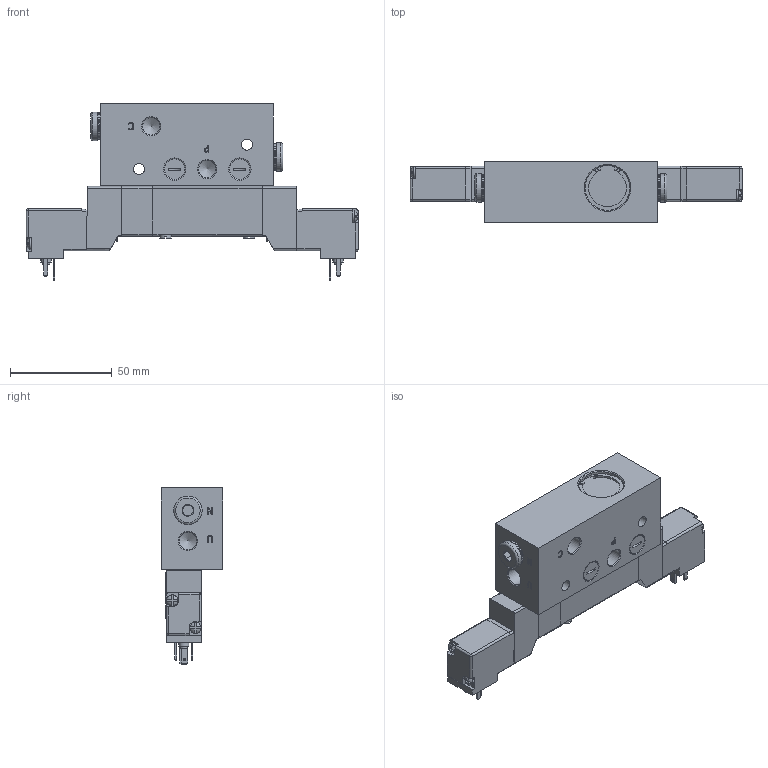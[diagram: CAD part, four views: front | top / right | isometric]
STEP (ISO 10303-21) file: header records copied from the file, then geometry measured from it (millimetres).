
FILE_DESCRIPTION((''),'2;1');
FILE_NAME('TPMV000004.stp','2009-02-18T14:08:21',('rm'),(''),'Autodesk Inventor 2009','Autodesk Inventor 2009','');
FILE_SCHEMA(('AUTOMOTIVE_DESIGN { 1 0 10303 214 1 1 1 1 }'));
Length unit declared in the file: millimetre
Products named in the file (1): TPMV000004
Bounding box: 163.04 x 30 x 86.5 mm (x, y, z)
Volume: 169837.2 mm3; surface area: 31613.6 mm2
Topology: 1 solids, 1 shells, 469 faces, 1138 edges, 708 vertices
Faces by surface type: plane 260, bspline 87, cylinder 80, sphere 20, cone 20, torus 2
Full cylindrical faces by diameter (mm): 1.5 x2, 2.5 x1, 3 x1, 3.4 x1, 3.8 x1, 5 x1, 5.5 x2, 5.6 x4, 10 x2, 13.15 x4, 14 x2, 23 x1
Entity records: 13866 total; most frequent: CARTESIAN_POINT 3139, ORIENTED_EDGE 2114, DIRECTION 2029, EDGE_CURVE 1057, VECTOR 699, LINE 699, VERTEX_POINT 685, AXIS2_PLACEMENT_3D 665
